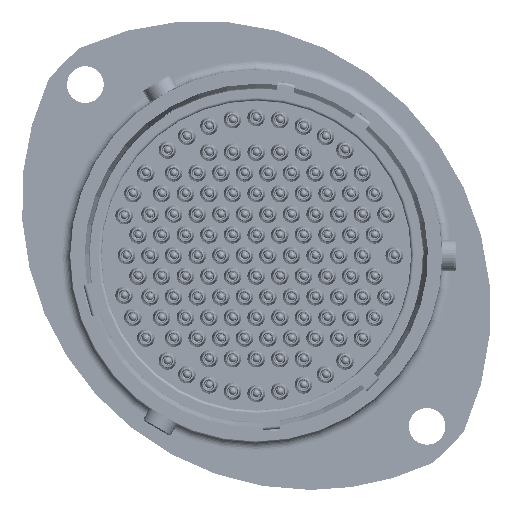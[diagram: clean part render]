
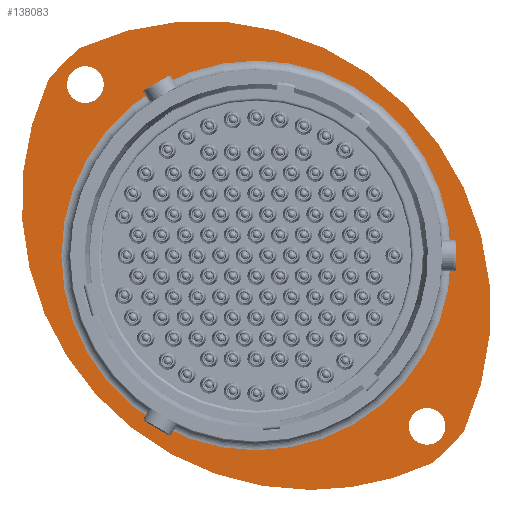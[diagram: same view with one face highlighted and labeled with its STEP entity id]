
A CAD part, left-side view. The second image highlights one B-rep face of the part: STEP entity #138083.
In plain terms, the highlighted planar face has unit normal (-1, 0, 0).
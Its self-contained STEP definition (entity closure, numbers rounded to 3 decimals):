
#1389 = DIRECTION ( 'NONE',  ( 0., 0., -1. ) ) ;
#3787 = CIRCLE ( 'NONE', #66708, 19.895 ) ;
#13046 = AXIS2_PLACEMENT_3D ( 'NONE', #121278, #14608, #60273 ) ;
#14608 = DIRECTION ( 'NONE',  ( -1., 0., 0. ) ) ;
#15169 = ORIENTED_EDGE ( 'NONE', *, *, #181471, .F. ) ;
#18534 = AXIS2_PLACEMENT_3D ( 'NONE', #116101, #194602, #38375 ) ;
#18808 = ORIENTED_EDGE ( 'NONE', *, *, #88808, .T. ) ;
#26160 = EDGE_CURVE ( 'NONE', #187685, #37945, #158074, .T. ) ;
#26267 = CIRCLE ( 'NONE', #105611, 29.5 ) ;
#28088 = DIRECTION ( 'NONE',  ( 0., 0., -1. ) ) ;
#29358 = CARTESIAN_POINT ( 'NONE',  ( 15.22, 17.448, 17.448 ) ) ;
#31093 = DIRECTION ( 'NONE',  ( 0., 0., 1. ) ) ;
#32682 = DIRECTION ( 'NONE',  ( 0., 0., -1. ) ) ;
#35110 = CIRCLE ( 'NONE', #18534, 29.5 ) ;
#37122 = DIRECTION ( 'NONE',  ( -1., 0., 0. ) ) ;
#37945 = VERTEX_POINT ( 'NONE', #167974 ) ;
#38375 = DIRECTION ( 'NONE',  ( 0., 0., -1. ) ) ;
#45330 = VERTEX_POINT ( 'NONE', #176659 ) ;
#51357 = DIRECTION ( 'NONE',  ( 1., 0., 0. ) ) ;
#52216 = FACE_BOUND ( 'NONE', #114535, .T. ) ;
#52640 = DIRECTION ( 'NONE',  ( -1., 0., 0. ) ) ;
#53223 = FACE_BOUND ( 'NONE', #167784, .T. ) ;
#54884 = CARTESIAN_POINT ( 'NONE',  ( 15.22, 17.98, 21.203 ) ) ;
#55120 = VERTEX_POINT ( 'NONE', #161806 ) ;
#55539 = CARTESIAN_POINT ( 'NONE',  ( 15.22, -21.203, -17.98 ) ) ;
#56963 = AXIS2_PLACEMENT_3D ( 'NONE', #190214, #161234, #110785 ) ;
#57221 = EDGE_CURVE ( 'NONE', #173182, #66343, #62813, .T. ) ;
#60273 = DIRECTION ( 'NONE',  ( 0., 0., 1. ) ) ;
#62813 = CIRCLE ( 'NONE', #13046, 27.8 ) ;
#63488 = DIRECTION ( 'NONE',  ( 1., 0., 0. ) ) ;
#66343 = VERTEX_POINT ( 'NONE', #55539 ) ;
#66708 = AXIS2_PLACEMENT_3D ( 'NONE', #78021, #63488, #173976 ) ;
#69213 = ORIENTED_EDGE ( 'NONE', *, *, #57221, .T. ) ;
#73038 = CIRCLE ( 'NONE', #158695, 1.875 ) ;
#73570 = CIRCLE ( 'NONE', #56963, 1.875 ) ;
#74123 = ORIENTED_EDGE ( 'NONE', *, *, #114685, .T. ) ;
#75236 = CARTESIAN_POINT ( 'NONE',  ( 15.22, -17.98, -21.203 ) ) ;
#77657 = AXIS2_PLACEMENT_3D ( 'NONE', #29358, #190643, #1389 ) ;
#77888 = DIRECTION ( 'NONE',  ( -1., 0., 0. ) ) ;
#78021 = CARTESIAN_POINT ( 'NONE',  ( 15.22, 0., 0. ) ) ;
#78100 = EDGE_CURVE ( 'NONE', #132941, #145682, #166622, .T. ) ;
#84398 = ORIENTED_EDGE ( 'NONE', *, *, #26160, .T. ) ;
#87431 = EDGE_CURVE ( 'NONE', #45330, #173182, #26267, .T. ) ;
#88808 = EDGE_CURVE ( 'NONE', #37945, #187685, #3787, .T. ) ;
#89255 = ORIENTED_EDGE ( 'NONE', *, *, #120072, .T. ) ;
#89360 = CARTESIAN_POINT ( 'NONE',  ( 15.22, 17.448, 15.573 ) ) ;
#92195 = EDGE_LOOP ( 'NONE', ( #15169, #196051 ) ) ;
#92466 = DIRECTION ( 'NONE',  ( -1., 0., 0. ) ) ;
#98522 = EDGE_CURVE ( 'NONE', #55120, #196411, #180422, .T. ) ;
#100964 = EDGE_LOOP ( 'NONE', ( #89255, #132766, #69213, #74123, #115744 ) ) ;
#102964 = DIRECTION ( 'NONE',  ( 0., 0., -1. ) ) ;
#105611 = AXIS2_PLACEMENT_3D ( 'NONE', #194282, #52640, #163212 ) ;
#107963 = AXIS2_PLACEMENT_3D ( 'NONE', #116888, #37122, #145868 ) ;
#110785 = DIRECTION ( 'NONE',  ( 0., 0., -1. ) ) ;
#111438 = CIRCLE ( 'NONE', #180663, 29.5 ) ;
#114535 = EDGE_LOOP ( 'NONE', ( #84398, #18808 ) ) ;
#114685 = EDGE_CURVE ( 'NONE', #66343, #178285, #111438, .T. ) ;
#115744 = ORIENTED_EDGE ( 'NONE', *, *, #148308, .T. ) ;
#116101 = CARTESIAN_POINT ( 'NONE',  ( 15.22, -5.551, 5.551 ) ) ;
#116888 = CARTESIAN_POINT ( 'NONE',  ( 15.22, -17.448, -17.448 ) ) ;
#120072 = EDGE_CURVE ( 'NONE', #125193, #45330, #35110, .T. ) ;
#121278 = CARTESIAN_POINT ( 'NONE',  ( 15.22, 0., 0. ) ) ;
#125193 = VERTEX_POINT ( 'NONE', #171957 ) ;
#132766 = ORIENTED_EDGE ( 'NONE', *, *, #87431, .T. ) ;
#132941 = VERTEX_POINT ( 'NONE', #89360 ) ;
#133916 = DIRECTION ( 'NONE',  ( 1., 0., 0. ) ) ;
#138083 = ADVANCED_FACE ( 'NONE', ( #52216, #53223, #197971, #195922 ), #147368, .F. ) ;
#138352 = AXIS2_PLACEMENT_3D ( 'NONE', #158906, #51357, #32682 ) ;
#141199 = AXIS2_PLACEMENT_3D ( 'NONE', #163782, #133916, #102964 ) ;
#145682 = VERTEX_POINT ( 'NONE', #167161 ) ;
#145868 = DIRECTION ( 'NONE',  ( 0., 0., -1. ) ) ;
#147368 = PLANE ( 'NONE',  #141199 ) ;
#148308 = EDGE_CURVE ( 'NONE', #178285, #125193, #190363, .T. ) ;
#150736 = CARTESIAN_POINT ( 'NONE',  ( 15.22, -17.448, -19.323 ) ) ;
#157356 = CARTESIAN_POINT ( 'NONE',  ( 15.22, -17.448, -17.448 ) ) ;
#158074 = CIRCLE ( 'NONE', #138352, 19.895 ) ;
#158309 = DIRECTION ( 'NONE',  ( -1., 0., 0. ) ) ;
#158695 = AXIS2_PLACEMENT_3D ( 'NONE', #157356, #77888, #28088 ) ;
#158906 = CARTESIAN_POINT ( 'NONE',  ( 15.22, 0., 0. ) ) ;
#160716 = AXIS2_PLACEMENT_3D ( 'NONE', #204864, #158309, #31093 ) ;
#161234 = DIRECTION ( 'NONE',  ( -1., 0., 0. ) ) ;
#161806 = CARTESIAN_POINT ( 'NONE',  ( 15.22, -17.448, -15.573 ) ) ;
#163212 = DIRECTION ( 'NONE',  ( 0., 0., -1. ) ) ;
#163782 = CARTESIAN_POINT ( 'NONE',  ( 15.22, 18.995, 0. ) ) ;
#164676 = EDGE_CURVE ( 'NONE', #145682, #132941, #73570, .T. ) ;
#165024 = ORIENTED_EDGE ( 'NONE', *, *, #78100, .F. ) ;
#165808 = ORIENTED_EDGE ( 'NONE', *, *, #164676, .F. ) ;
#166622 = CIRCLE ( 'NONE', #77657, 1.875 ) ;
#167161 = CARTESIAN_POINT ( 'NONE',  ( 15.22, 17.448, 19.323 ) ) ;
#167784 = EDGE_LOOP ( 'NONE', ( #165024, #165808 ) ) ;
#167974 = CARTESIAN_POINT ( 'NONE',  ( 15.22, 0., 19.895 ) ) ;
#169812 = CARTESIAN_POINT ( 'NONE',  ( 15.22, 5.551, -5.551 ) ) ;
#171957 = CARTESIAN_POINT ( 'NONE',  ( 15.22, 21.203, 17.98 ) ) ;
#171968 = CARTESIAN_POINT ( 'NONE',  ( 15.22, 0., -19.895 ) ) ;
#173182 = VERTEX_POINT ( 'NONE', #75236 ) ;
#173976 = DIRECTION ( 'NONE',  ( 0., 0., -1. ) ) ;
#176659 = CARTESIAN_POINT ( 'NONE',  ( 15.22, -5.551, -23.949 ) ) ;
#178285 = VERTEX_POINT ( 'NONE', #54884 ) ;
#180422 = CIRCLE ( 'NONE', #107963, 1.875 ) ;
#180663 = AXIS2_PLACEMENT_3D ( 'NONE', #169812, #92466, #185319 ) ;
#181471 = EDGE_CURVE ( 'NONE', #196411, #55120, #73038, .T. ) ;
#185319 = DIRECTION ( 'NONE',  ( 0., 0., -1. ) ) ;
#187685 = VERTEX_POINT ( 'NONE', #171968 ) ;
#190214 = CARTESIAN_POINT ( 'NONE',  ( 15.22, 17.448, 17.448 ) ) ;
#190363 = CIRCLE ( 'NONE', #160716, 27.8 ) ;
#190643 = DIRECTION ( 'NONE',  ( -1., 0., 0. ) ) ;
#194282 = CARTESIAN_POINT ( 'NONE',  ( 15.22, -5.551, 5.551 ) ) ;
#194602 = DIRECTION ( 'NONE',  ( -1., 0., 0. ) ) ;
#195922 = FACE_OUTER_BOUND ( 'NONE', #100964, .T. ) ;
#196051 = ORIENTED_EDGE ( 'NONE', *, *, #98522, .F. ) ;
#196411 = VERTEX_POINT ( 'NONE', #150736 ) ;
#197971 = FACE_BOUND ( 'NONE', #92195, .T. ) ;
#204864 = CARTESIAN_POINT ( 'NONE',  ( 15.22, 0., 0. ) ) ;
